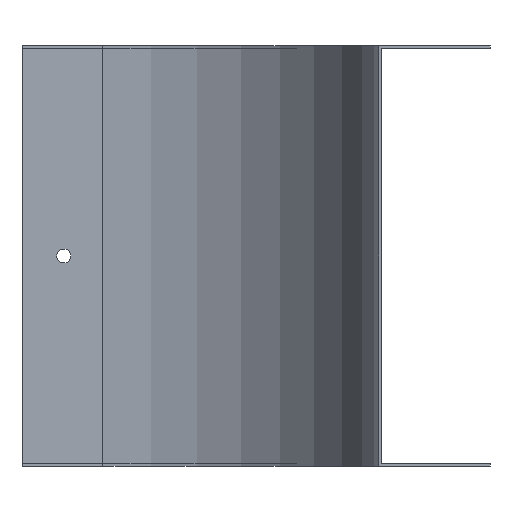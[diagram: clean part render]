
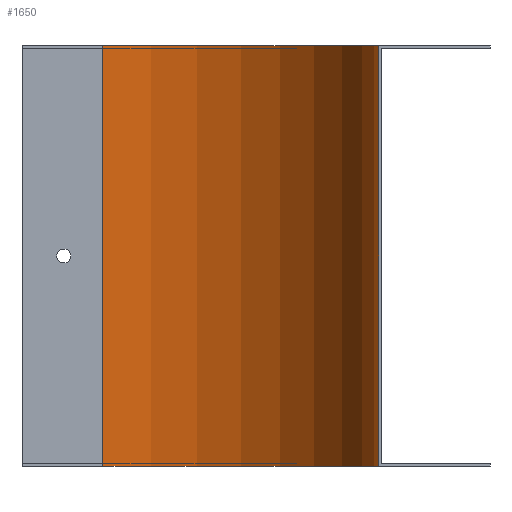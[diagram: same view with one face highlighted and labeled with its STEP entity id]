
A CAD part, left-side view. The second image highlights one B-rep face of the part: STEP entity #1650.
In plain terms, the highlighted cylindrical face has radius 99 mm (diameter 198 mm), a partial arc.
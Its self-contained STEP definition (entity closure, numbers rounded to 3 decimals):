
#17 = EDGE_CURVE ( 'NONE', #1432, #1460, #1536, .T. ) ;
#63 = EDGE_CURVE ( 'NONE', #1504, #1489, #426, .T. ) ;
#91 = EDGE_CURVE ( 'NONE', #1432, #1504, #463, .T. ) ;
#100 = AXIS2_PLACEMENT_3D ( 'NONE', #317, #315, #314 ) ;
#130 = EDGE_CURVE ( 'NONE', #1460, #1489, #487, .T. ) ;
#178 = AXIS2_PLACEMENT_3D ( 'NONE', #1908, #1910, #1909 ) ;
#186 = AXIS2_PLACEMENT_3D ( 'NONE', #1758, #1757, #1754 ) ;
#314 = DIRECTION ( 'NONE',  ( -1., 0., 0. ) ) ;
#315 = DIRECTION ( 'NONE',  ( 0., 0., 1. ) ) ;
#317 = CARTESIAN_POINT ( 'NONE',  ( -150., 139., 1. ) ) ;
#426 = LINE ( 'NONE', #1921, #430 ) ;
#430 = VECTOR ( 'NONE', #1924, 1000. ) ;
#463 = CIRCLE ( 'NONE', #178, 99. ) ;
#487 = CIRCLE ( 'NONE', #100, 99. ) ;
#652 = FACE_OUTER_BOUND ( 'NONE', #1371, .T. ) ;
#656 = CYLINDRICAL_SURFACE ( 'NONE', #186, 99. ) ;
#927 = ORIENTED_EDGE ( 'NONE', *, *, #130, .T. ) ;
#928 = ORIENTED_EDGE ( 'NONE', *, *, #63, .F. ) ;
#929 = ORIENTED_EDGE ( 'NONE', *, *, #91, .F. ) ;
#930 = ORIENTED_EDGE ( 'NONE', *, *, #17, .T. ) ;
#1199 = CARTESIAN_POINT ( 'NONE',  ( -150., 40., -150. ) ) ;
#1227 = CARTESIAN_POINT ( 'NONE',  ( -150., 40., 1. ) ) ;
#1256 = CARTESIAN_POINT ( 'NONE',  ( -51., 139., 1. ) ) ;
#1271 = CARTESIAN_POINT ( 'NONE',  ( -51., 139., -150. ) ) ;
#1371 = EDGE_LOOP ( 'NONE', ( #927, #928, #929, #930 ) ) ;
#1432 = VERTEX_POINT ( 'NONE', #1199 ) ;
#1460 = VERTEX_POINT ( 'NONE', #1227 ) ;
#1489 = VERTEX_POINT ( 'NONE', #1256 ) ;
#1504 = VERTEX_POINT ( 'NONE', #1271 ) ;
#1536 = LINE ( 'NONE', #1975, #1539 ) ;
#1539 = VECTOR ( 'NONE', #1982, 1000. ) ;
#1650 = ADVANCED_FACE ( 'NONE', ( #652 ), #656, .F. ) ;
#1754 = DIRECTION ( 'NONE',  ( 1., 0., 0. ) ) ;
#1757 = DIRECTION ( 'NONE',  ( 0., 0., 1. ) ) ;
#1758 = CARTESIAN_POINT ( 'NONE',  ( -150., 139., -150. ) ) ;
#1908 = CARTESIAN_POINT ( 'NONE',  ( -150., 139., -150. ) ) ;
#1909 = DIRECTION ( 'NONE',  ( -1., 0., 0. ) ) ;
#1910 = DIRECTION ( 'NONE',  ( 0., 0., 1. ) ) ;
#1921 = CARTESIAN_POINT ( 'NONE',  ( -51., 139., -150. ) ) ;
#1924 = DIRECTION ( 'NONE',  ( 0., 0., 1. ) ) ;
#1975 = CARTESIAN_POINT ( 'NONE',  ( -150., 40., -150. ) ) ;
#1982 = DIRECTION ( 'NONE',  ( 0., 0., 1. ) ) ;
